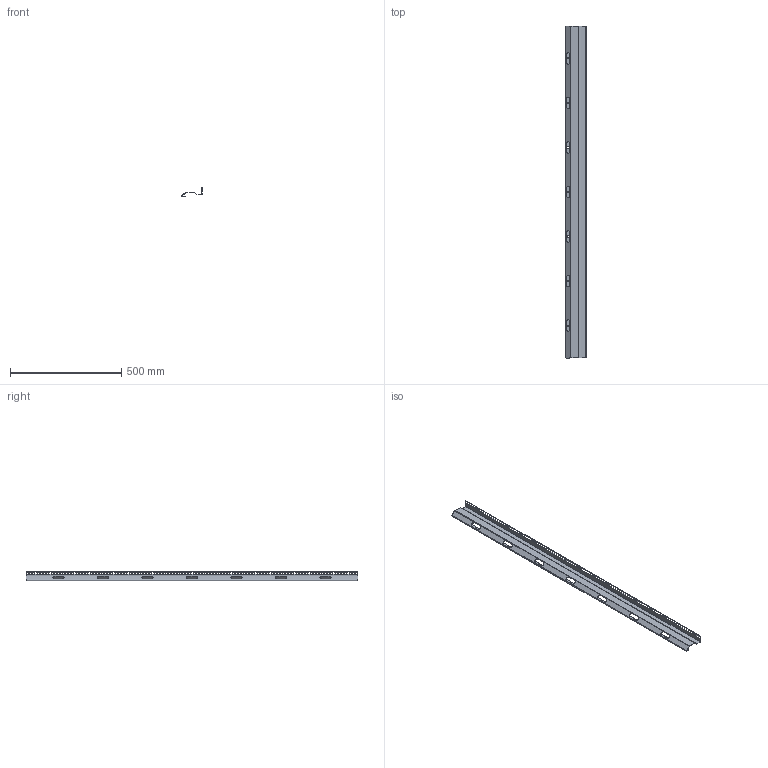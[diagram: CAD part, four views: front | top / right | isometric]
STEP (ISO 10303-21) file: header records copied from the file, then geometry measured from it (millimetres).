
FILE_DESCRIPTION (( 'STEP AP214' ), '1' );
FILE_NAME ('947.016.STEP', '2024-10-04T11:45:39', ( '' ), ( '' ), 'SwSTEP 2.0', 'SolidWorks 2021', '' );
FILE_SCHEMA (( 'AUTOMOTIVE_DESIGN' ));
Length unit declared in the file: millimetre
Products named in the file (1): 947.016
Bounding box: 91.28 x 1490 x 40.5 mm (x, y, z)
Volume: 305643.3 mm3; surface area: 420904.5 mm2
Topology: 1 solids, 1 shells, 585 faces, 1709 edges, 1126 vertices
Faces by surface type: plane 540, cylinder 45
Entity records: 19559 total; most frequent: CARTESIAN_POINT 3421, ORIENTED_EDGE 3418, DIRECTION 2971, EDGE_CURVE 1709, LINE 1619, VECTOR 1619, VERTEX_POINT 1126, EDGE_LOOP 851
